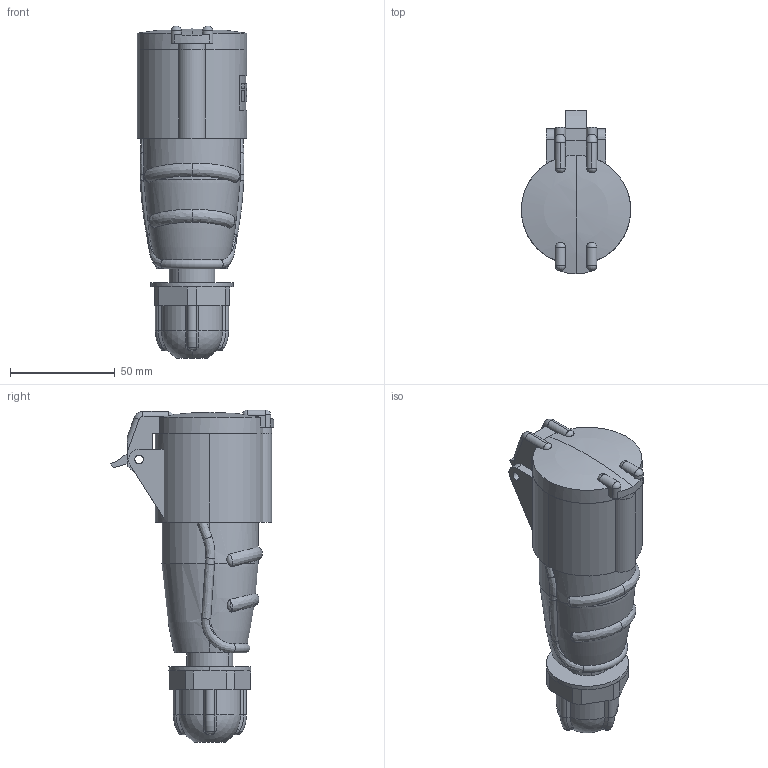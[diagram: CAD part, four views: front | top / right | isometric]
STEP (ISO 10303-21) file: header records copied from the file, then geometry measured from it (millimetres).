
FILE_DESCRIPTION (( 'STEP AP214' ), '1' );
FILE_NAME ('PSN21-016-3 MAGNUM Ðîçåòêà ïåðåíîñ. ÑÑÈ-213 16À-6÷ 220Â 2P+PE IP44 IEK.STEP', '2025-09-01T12:05:13', ( '' ), ( '' ), 'SwSTEP 2.0', 'SolidWorks 2022', '' );
FILE_SCHEMA (( 'AUTOMOTIVE_DESIGN' ));
Length unit declared in the file: millimetre
Products named in the file (1): PSN21-016-3 MAGNUM Розетка перенос. ССИ-213 16А-6ч 220В 2P+PE IP44 IEK
Bounding box: 52.3 x 78.41 x 158.84 mm (x, y, z)
Volume: 164451 mm3; surface area: 61717.5 mm2
Topology: 8 solids, 8 shells, 536 faces, 1367 edges, 855 vertices
Faces by surface type: plane 280, cylinder 159, cone 42, bspline 20, torus 19, sphere 16
Entity records: 19895 total; most frequent: CARTESIAN_POINT 6810, DIRECTION 2710, ORIENTED_EDGE 2660, EDGE_CURVE 1330, AXIS2_PLACEMENT_3D 986, VERTEX_POINT 850, LINE 738, VECTOR 738
